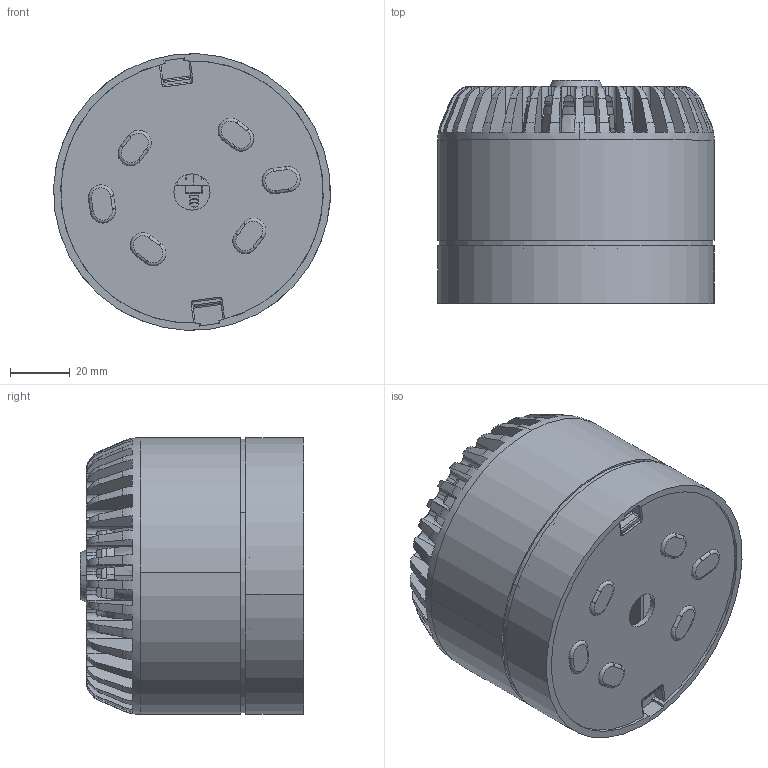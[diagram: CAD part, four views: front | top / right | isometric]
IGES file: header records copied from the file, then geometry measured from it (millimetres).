
Global section: file name: No Iges File Name specified; native system: AutoDesk Inventor R12.0; preprocessor: AutoDesk Inventor Iges Exporter R12.0; date: 20090910.115407; units: millimetre
Bounding box: 92.98 x 75 x 92.97 mm (x, y, z)
Volume: 216216.7 mm3; surface area: 121594.7 mm2
Topology: 21 solids, 21 shells, 2351 faces, 6764 edges, 4460 vertices
Faces by surface type: plane 1417, revolution 422, bspline 250, cylinder 154, torus 62, cone 46
